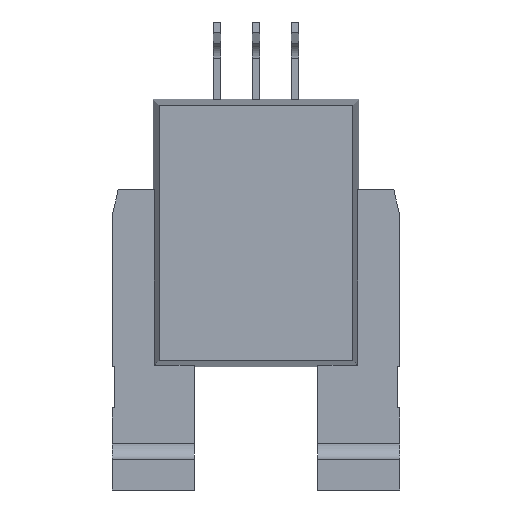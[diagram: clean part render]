
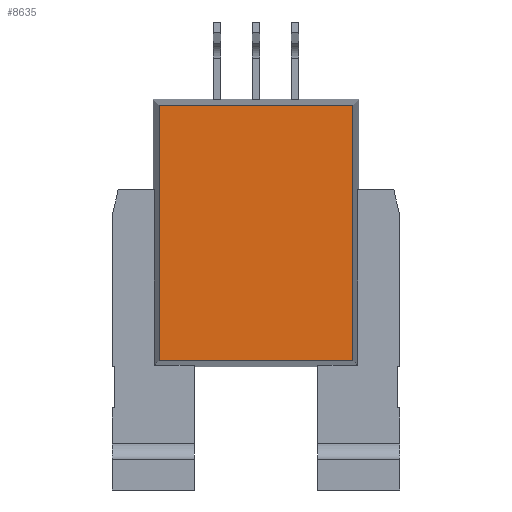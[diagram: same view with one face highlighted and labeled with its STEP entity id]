
A CAD part, front view. The second image highlights one B-rep face of the part: STEP entity #8635.
In plain terms, the highlighted planar face has unit normal (0, -1, 0).
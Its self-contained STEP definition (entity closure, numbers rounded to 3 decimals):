
#67 = LINE ( 'NONE', #3065, #2528 ) ;
#110 = DIRECTION ( 'NONE',  ( 0., 0., 1. ) ) ;
#269 = DIRECTION ( 'NONE',  ( 1., 0., 0. ) ) ;
#635 = CARTESIAN_POINT ( 'NONE',  ( -4.7, 0., 6.5 ) ) ;
#1129 = CARTESIAN_POINT ( 'NONE',  ( -5., 0., 6.5 ) ) ;
#1211 = LINE ( 'NONE', #9791, #1462 ) ;
#1462 = VECTOR ( 'NONE', #7114, 1000. ) ;
#1884 = EDGE_CURVE ( 'NONE', #4517, #3500, #1211, .T. ) ;
#1988 = CARTESIAN_POINT ( 'NONE',  ( 4.7, 0., -6.2 ) ) ;
#2472 = EDGE_CURVE ( 'NONE', #3500, #8302, #7124, .T. ) ;
#2528 = VECTOR ( 'NONE', #3968, 1000. ) ;
#3065 = CARTESIAN_POINT ( 'NONE',  ( 4.7, 0., 6.5 ) ) ;
#3208 = LINE ( 'NONE', #12225, #4785 ) ;
#3500 = VERTEX_POINT ( 'NONE', #6263 ) ;
#3930 = VECTOR ( 'NONE', #11311, 1000. ) ;
#3968 = DIRECTION ( 'NONE',  ( 0., 0., -1. ) ) ;
#4517 = VERTEX_POINT ( 'NONE', #1988 ) ;
#4785 = VECTOR ( 'NONE', #269, 1000. ) ;
#5097 = DIRECTION ( 'NONE',  ( 0., 1., 0. ) ) ;
#6173 = CARTESIAN_POINT ( 'NONE',  ( -4.7, 0., 6.2 ) ) ;
#6263 = CARTESIAN_POINT ( 'NONE',  ( -4.7, 0., -6.2 ) ) ;
#6546 = EDGE_LOOP ( 'NONE', ( #11594, #7546, #9598, #10642 ) ) ;
#7114 = DIRECTION ( 'NONE',  ( -1., 0., 0. ) ) ;
#7124 = LINE ( 'NONE', #635, #3930 ) ;
#7259 = VERTEX_POINT ( 'NONE', #7953 ) ;
#7546 = ORIENTED_EDGE ( 'NONE', *, *, #1884, .F. ) ;
#7953 = CARTESIAN_POINT ( 'NONE',  ( 4.7, 0., 6.2 ) ) ;
#8302 = VERTEX_POINT ( 'NONE', #6173 ) ;
#8635 = ADVANCED_FACE ( 'NONE', ( #9702 ), #9572, .F. ) ;
#9572 = PLANE ( 'NONE',  #9719 ) ;
#9598 = ORIENTED_EDGE ( 'NONE', *, *, #10750, .F. ) ;
#9702 = FACE_OUTER_BOUND ( 'NONE', #6546, .T. ) ;
#9719 = AXIS2_PLACEMENT_3D ( 'NONE', #1129, #5097, #110 ) ;
#9791 = CARTESIAN_POINT ( 'NONE',  ( -5., 0., -6.2 ) ) ;
#10561 = EDGE_CURVE ( 'NONE', #8302, #7259, #3208, .T. ) ;
#10642 = ORIENTED_EDGE ( 'NONE', *, *, #10561, .F. ) ;
#10750 = EDGE_CURVE ( 'NONE', #7259, #4517, #67, .T. ) ;
#11311 = DIRECTION ( 'NONE',  ( 0., 0., 1. ) ) ;
#11594 = ORIENTED_EDGE ( 'NONE', *, *, #2472, .F. ) ;
#12225 = CARTESIAN_POINT ( 'NONE',  ( -5., 0., 6.2 ) ) ;
